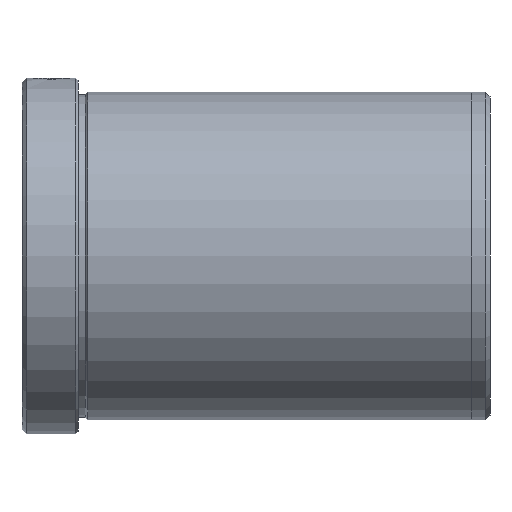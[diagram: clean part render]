
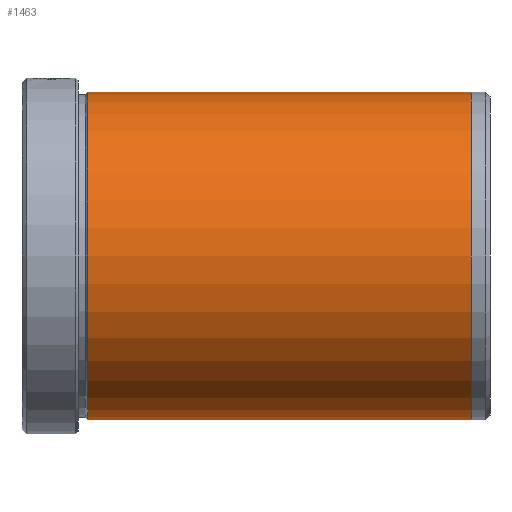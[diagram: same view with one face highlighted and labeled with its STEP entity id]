
A CAD part, left-side view. The second image highlights one B-rep face of the part: STEP entity #1463.
In plain terms, the highlighted cylindrical face has radius 35 mm (diameter 70 mm), a partial arc.
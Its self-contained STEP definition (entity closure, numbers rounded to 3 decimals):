
#18 = DIRECTION ( 'NONE',  ( 0., 0., 1. ) ) ;
#116 = AXIS2_PLACEMENT_3D ( 'NONE', #850, #1377, #18 ) ;
#168 = CARTESIAN_POINT ( 'NONE',  ( 0., -96., -35. ) ) ;
#241 = DIRECTION ( 'NONE',  ( 0., 1., 0. ) ) ;
#246 = CIRCLE ( 'NONE', #779, 35. ) ;
#275 = CARTESIAN_POINT ( 'NONE',  ( 0., 0., -35. ) ) ;
#288 = VERTEX_POINT ( 'NONE', #1275 ) ;
#426 = CARTESIAN_POINT ( 'NONE',  ( 0., -14., 0. ) ) ;
#489 = DIRECTION ( 'NONE',  ( 0., -1., 0. ) ) ;
#551 = DIRECTION ( 'NONE',  ( 0., 0., 1. ) ) ;
#611 = EDGE_CURVE ( 'NONE', #1706, #1018, #662, .T. ) ;
#662 = LINE ( 'NONE', #275, #1336 ) ;
#779 = AXIS2_PLACEMENT_3D ( 'NONE', #426, #1366, #551 ) ;
#784 = ORIENTED_EDGE ( 'NONE', *, *, #1162, .F. ) ;
#824 = DIRECTION ( 'NONE',  ( 0., 1., 0. ) ) ;
#831 = FACE_OUTER_BOUND ( 'NONE', #1731, .T. ) ;
#833 = VECTOR ( 'NONE', #241, 1000. ) ;
#850 = CARTESIAN_POINT ( 'NONE',  ( 0., 0., 0. ) ) ;
#898 = ORIENTED_EDGE ( 'NONE', *, *, #993, .T. ) ;
#934 = CARTESIAN_POINT ( 'NONE',  ( 0., -96., 35. ) ) ;
#993 = EDGE_CURVE ( 'NONE', #1309, #288, #1186, .T. ) ;
#1018 = VERTEX_POINT ( 'NONE', #1326 ) ;
#1025 = CIRCLE ( 'NONE', #1202, 35. ) ;
#1162 = EDGE_CURVE ( 'NONE', #1309, #1706, #1025, .T. ) ;
#1186 = LINE ( 'NONE', #1299, #833 ) ;
#1202 = AXIS2_PLACEMENT_3D ( 'NONE', #1297, #489, #1437 ) ;
#1242 = ORIENTED_EDGE ( 'NONE', *, *, #1616, .F. ) ;
#1275 = CARTESIAN_POINT ( 'NONE',  ( 0., -14., 35. ) ) ;
#1297 = CARTESIAN_POINT ( 'NONE',  ( 0., -96., 0. ) ) ;
#1299 = CARTESIAN_POINT ( 'NONE',  ( 0., 0., 35. ) ) ;
#1309 = VERTEX_POINT ( 'NONE', #934 ) ;
#1326 = CARTESIAN_POINT ( 'NONE',  ( 0., -14., -35. ) ) ;
#1336 = VECTOR ( 'NONE', #824, 1000. ) ;
#1366 = DIRECTION ( 'NONE',  ( 0., 1., 0. ) ) ;
#1377 = DIRECTION ( 'NONE',  ( 0., 1., 0. ) ) ;
#1437 = DIRECTION ( 'NONE',  ( 0., 0., -1. ) ) ;
#1463 = ADVANCED_FACE ( 'NONE', ( #831 ), #1464, .T. ) ;
#1464 = CYLINDRICAL_SURFACE ( 'NONE', #116, 35. ) ;
#1616 = EDGE_CURVE ( 'NONE', #1018, #288, #246, .T. ) ;
#1636 = ORIENTED_EDGE ( 'NONE', *, *, #611, .F. ) ;
#1706 = VERTEX_POINT ( 'NONE', #168 ) ;
#1731 = EDGE_LOOP ( 'NONE', ( #1636, #784, #898, #1242 ) ) ;
